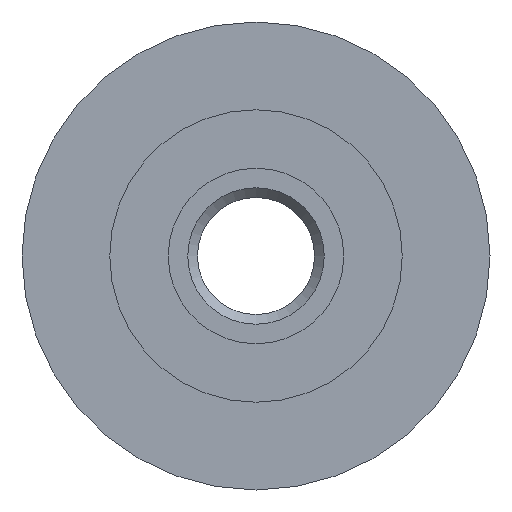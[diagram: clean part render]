
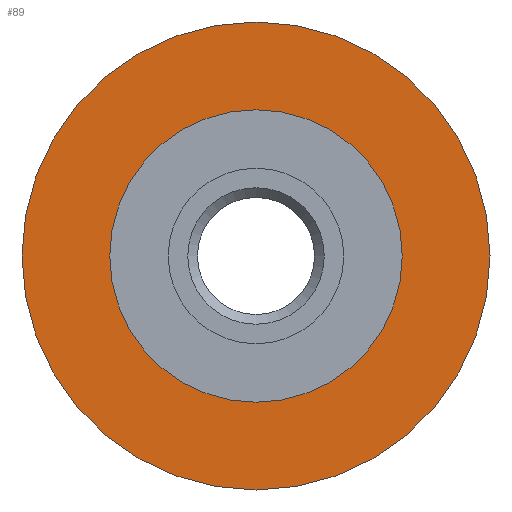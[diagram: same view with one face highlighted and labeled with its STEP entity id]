
A CAD part, left-side view. The second image highlights one B-rep face of the part: STEP entity #89.
In plain terms, the highlighted planar face has unit normal (-1, 0, 0).
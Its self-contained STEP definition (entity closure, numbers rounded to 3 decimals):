
#89 = ADVANCED_FACE( '', ( #135, #136 ), #137, .T. );
#135 = FACE_BOUND( '', #186, .T. );
#136 = FACE_OUTER_BOUND( '', #187, .T. );
#137 = PLANE( '', #188 );
#186 = EDGE_LOOP( '', ( #265 ) );
#187 = EDGE_LOOP( '', ( #266 ) );
#188 = AXIS2_PLACEMENT_3D( '', #267, #268, #269 );
#265 = ORIENTED_EDGE( '', *, *, #295, .T. );
#266 = ORIENTED_EDGE( '', *, *, #294, .F. );
#267 = CARTESIAN_POINT( '', ( -2., 6., 0. ) );
#268 = DIRECTION( '', ( -1., 0., 0. ) );
#269 = DIRECTION( '', ( 0., 0., 1. ) );
#294 = EDGE_CURVE( '', #325, #325, #326, .T. );
#295 = EDGE_CURVE( '', #327, #327, #328, .T. );
#325 = VERTEX_POINT( '', #359 );
#326 = CIRCLE( '', #360, 6. );
#327 = VERTEX_POINT( '', #361 );
#328 = CIRCLE( '', #362, 3.75 );
#359 = CARTESIAN_POINT( '', ( -2., 0., -6. ) );
#360 = AXIS2_PLACEMENT_3D( '', #407, #408, #409 );
#361 = CARTESIAN_POINT( '', ( -2., 0., -3.75 ) );
#362 = AXIS2_PLACEMENT_3D( '', #410, #411, #412 );
#407 = CARTESIAN_POINT( '', ( -2., 0., 0. ) );
#408 = DIRECTION( '', ( 1., 0., 0. ) );
#409 = DIRECTION( '', ( 0., 0., -1. ) );
#410 = CARTESIAN_POINT( '', ( -2., 0., 0. ) );
#411 = DIRECTION( '', ( 1., 0., 0. ) );
#412 = DIRECTION( '', ( 0., 0., -1. ) );
